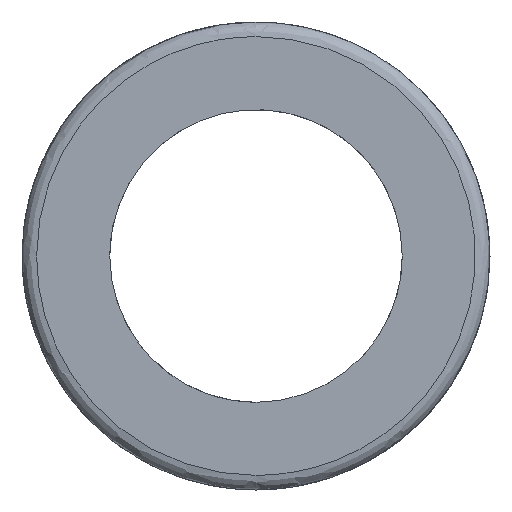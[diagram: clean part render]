
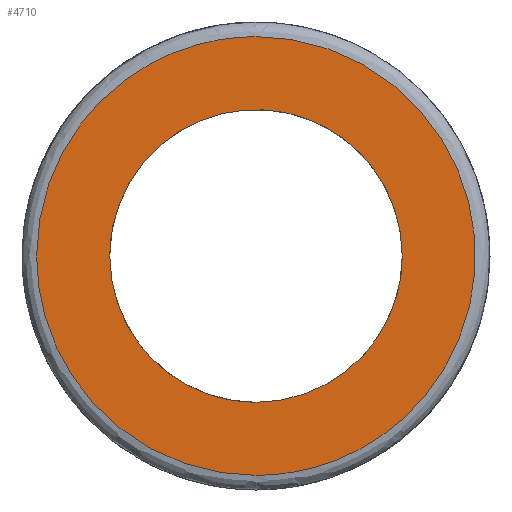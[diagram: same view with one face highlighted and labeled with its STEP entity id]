
A CAD part, left-side view. The second image highlights one B-rep face of the part: STEP entity #4710.
In plain terms, the highlighted free-form (B-spline) face has degree [1, 1] with [2, 2] control points.
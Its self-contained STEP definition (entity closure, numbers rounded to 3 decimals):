
#3760 = CARTESIAN_POINT ('', (0., 0., -10.));
#3770 = VERTEX_POINT ('', #3760);
#3830 = CARTESIAN_POINT ('', (0., -10., 0.));
#3840 = VERTEX_POINT ('', #3830);
#3850 = CARTESIAN_POINT ('', (0., 0., -10.));
#3860 = CARTESIAN_POINT ('', (0., -5., -10.));
#3870 = CARTESIAN_POINT ('', (0., -10., -6.667));
#3880 = CARTESIAN_POINT ('', (0., -10., 0.));
#3890 = (
   BOUNDED_CURVE ()
   B_SPLINE_CURVE (3, (#3850, #3860, #3870, #3880), .UNSPECIFIED., .F., .U.)
   B_SPLINE_CURVE_WITH_KNOTS ((4, 4), (0., 1.), .UNSPECIFIED.)
   CURVE ()
   GEOMETRIC_REPRESENTATION_ITEM ()
   RATIONAL_B_SPLINE_CURVE ((1., 0.667, 0.5, 0.5))
   REPRESENTATION_ITEM ('')
);
#3900 = EDGE_CURVE ('', #3770, #3840, #3890, .T.);
#3920 = CARTESIAN_POINT ('', (0., 10., 0.));
#3930 = VERTEX_POINT ('', #3920);
#3940 = CARTESIAN_POINT ('', (0., -10., 0.));
#3950 = CARTESIAN_POINT ('', (0., -10., 6.667));
#3960 = CARTESIAN_POINT ('', (0., -5., 10.));
#3970 = CARTESIAN_POINT ('', (0., 0., 10.));
#3980 = CARTESIAN_POINT ('', (0., 5., 10.));
#3990 = CARTESIAN_POINT ('', (0., 10., 6.667));
#4000 = CARTESIAN_POINT ('', (0., 10., 0.));
#4010 = (
   BOUNDED_CURVE ()
   B_SPLINE_CURVE (3, (#3940, #3950, #3960, #3970, #3980, #3990, #4000), .UNSPECIFIED., .F., .U.)
   B_SPLINE_CURVE_WITH_KNOTS ((4, 3, 4), (0., 0.5, 1.), .UNSPECIFIED.)
   CURVE ()
   GEOMETRIC_REPRESENTATION_ITEM ()
   RATIONAL_B_SPLINE_CURVE ((0.5, 0.5, 0.667, 1., 0.667, 0.5, 0.5))
   REPRESENTATION_ITEM ('')
);
#4020 = EDGE_CURVE ('', #3840, #3930, #4010, .T.);
#4040 = CARTESIAN_POINT ('', (0., 10., 0.));
#4050 = CARTESIAN_POINT ('', (0., 10., -6.667));
#4060 = CARTESIAN_POINT ('', (0., 5., -10.));
#4070 = CARTESIAN_POINT ('', (0., 0., -10.));
#4080 = (
   BOUNDED_CURVE ()
   B_SPLINE_CURVE (3, (#4040, #4050, #4060, #4070), .UNSPECIFIED., .F., .U.)
   B_SPLINE_CURVE_WITH_KNOTS ((4, 4), (0., 1.), .UNSPECIFIED.)
   CURVE ()
   GEOMETRIC_REPRESENTATION_ITEM ()
   RATIONAL_B_SPLINE_CURVE ((0.5, 0.5, 0.667, 1.))
   REPRESENTATION_ITEM ('')
);
#4090 = EDGE_CURVE ('', #3930, #3770, #4080, .T.);
#4320 = CARTESIAN_POINT ('', (0., 0., 15.));
#4330 = VERTEX_POINT ('', #4320);
#4340 = CARTESIAN_POINT ('', (0., 0., -15.));
#4350 = VERTEX_POINT ('', #4340);
#4360 = CARTESIAN_POINT ('', (0., 0., 15.));
#4370 = CARTESIAN_POINT ('', (0., -30., 15.));
#4380 = CARTESIAN_POINT ('', (0., -30., -15.));
#4390 = CARTESIAN_POINT ('', (0., 0., -15.));
#4400 = (
   BOUNDED_CURVE ()
   B_SPLINE_CURVE (3, (#4360, #4370, #4380, #4390), .UNSPECIFIED., .F., .U.)
   B_SPLINE_CURVE_WITH_KNOTS ((4, 4), (0., 1.), .UNSPECIFIED.)
   CURVE ()
   GEOMETRIC_REPRESENTATION_ITEM ()
   RATIONAL_B_SPLINE_CURVE ((0.957, 0.319, 0.319, 0.957))
   REPRESENTATION_ITEM ('')
);
#4410 = EDGE_CURVE ('', #4330, #4350, #4400, .T.);
#4420 = ORIENTED_EDGE ('', *, *, #4410, .F.);
#4430 = CARTESIAN_POINT ('', (0., 15., 0.));
#4440 = VERTEX_POINT ('', #4430);
#4450 = CARTESIAN_POINT ('', (0., 15., 0.));
#4460 = CARTESIAN_POINT ('', (0., 15., 10.));
#4470 = CARTESIAN_POINT ('', (0., 7.5, 15.));
#4480 = CARTESIAN_POINT ('', (0., 0., 15.));
#4490 = (
   BOUNDED_CURVE ()
   B_SPLINE_CURVE (3, (#4450, #4460, #4470, #4480), .UNSPECIFIED., .F., .U.)
   B_SPLINE_CURVE_WITH_KNOTS ((4, 4), (0., 1.), .UNSPECIFIED.)
   CURVE ()
   GEOMETRIC_REPRESENTATION_ITEM ()
   RATIONAL_B_SPLINE_CURVE ((0.478, 0.478, 0.638, 0.957))
   REPRESENTATION_ITEM ('')
);
#4500 = EDGE_CURVE ('', #4440, #4330, #4490, .T.);
#4510 = ORIENTED_EDGE ('', *, *, #4500, .F.);
#4520 = CARTESIAN_POINT ('', (0., 0., -15.));
#4530 = CARTESIAN_POINT ('', (0., 7.5, -15.));
#4540 = CARTESIAN_POINT ('', (0., 15., -10.));
#4550 = CARTESIAN_POINT ('', (0., 15., 0.));
#4560 = (
   BOUNDED_CURVE ()
   B_SPLINE_CURVE (3, (#4520, #4530, #4540, #4550), .UNSPECIFIED., .F., .U.)
   B_SPLINE_CURVE_WITH_KNOTS ((4, 4), (0., 1.), .UNSPECIFIED.)
   CURVE ()
   GEOMETRIC_REPRESENTATION_ITEM ()
   RATIONAL_B_SPLINE_CURVE ((0.957, 0.638, 0.478, 0.478))
   REPRESENTATION_ITEM ('')
);
#4570 = EDGE_CURVE ('', #4350, #4440, #4560, .T.);
#4580 = ORIENTED_EDGE ('', *, *, #4570, .F.);
#4590 = EDGE_LOOP ('', (#4420, #4510, #4580));
#4600 = FACE_OUTER_BOUND ('', #4590, .T.);
#4610 = ORIENTED_EDGE ('', *, *, #3900, .F.);
#4620 = ORIENTED_EDGE ('', *, *, #4090, .F.);
#4630 = ORIENTED_EDGE ('', *, *, #4020, .F.);
#4640 = EDGE_LOOP ('', (#4610, #4620, #4630));
#4650 = FACE_BOUND ('', #4640, .T.);
#4660 = CARTESIAN_POINT ('', (0., -15.181, 15.18));
#4670 = CARTESIAN_POINT ('', (0., -15.181, -15.18));
#4680 = CARTESIAN_POINT ('', (0., 15.18, 15.18));
#4690 = CARTESIAN_POINT ('', (0., 15.18, -15.18));
#4700 = B_SPLINE_SURFACE_WITH_KNOTS ('', 1, 1, ((#4660, #4670), (#4680, #4690)), .UNSPECIFIED., .F., .F., .U., (2, 2), (2, 2), (0., 1.), (0., 1.), .UNSPECIFIED.);
#4710 = ADVANCED_FACE ('', (#4600, #4650), #4700, .T.);
